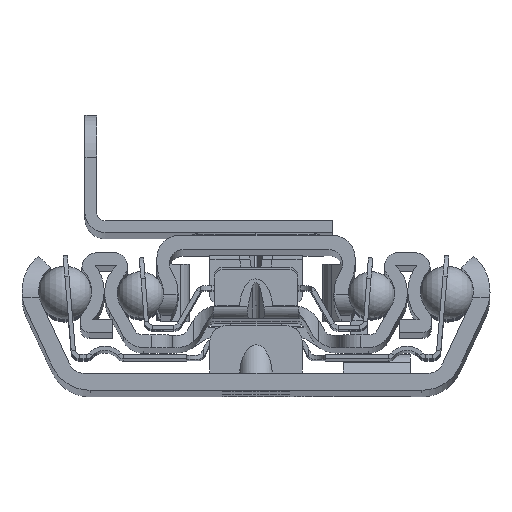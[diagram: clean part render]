
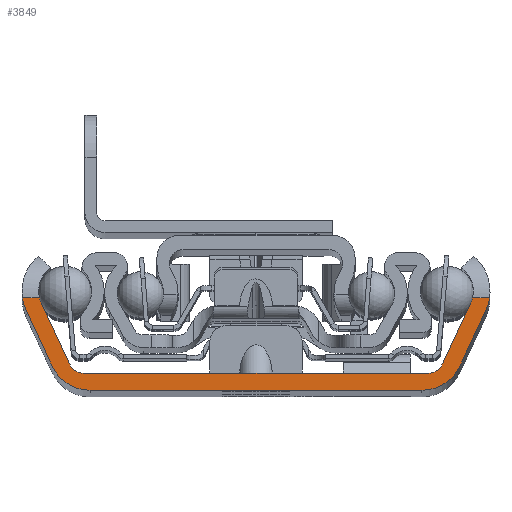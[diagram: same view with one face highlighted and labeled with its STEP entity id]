
A CAD part, top view. The second image highlights one B-rep face of the part: STEP entity #3849.
In plain terms, the highlighted planar face has unit normal (0, 0, 1).
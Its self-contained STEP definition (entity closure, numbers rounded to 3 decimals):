
#36=DIRECTION('',(1.,0.,0.));
#37=VECTOR('',#36,2.024);
#38=CARTESIAN_POINT('',(-27.841,11.,0.));
#39=LINE('',#38,#37);
#40=CARTESIAN_POINT('',(-22.41,11.8,0.));
#41=DIRECTION('',(0.,0.,-1.));
#42=DIRECTION('',(-0.906,-0.423,0.));
#43=AXIS2_PLACEMENT_3D('',#40,#41,#42);
#45=DIRECTION('',(-0.423,0.906,0.));
#46=VECTOR('',#45,7.907);
#47=CARTESIAN_POINT('',(-22.24,3.155,0.));
#48=LINE('',#47,#46);
#49=CARTESIAN_POINT('',(-20.428,4.,0.));
#50=DIRECTION('',(0.,0.,-1.));
#51=DIRECTION('',(0.,-1.,0.));
#52=AXIS2_PLACEMENT_3D('',#49,#50,#51);
#54=DIRECTION('',(-1.,0.,0.));
#55=VECTOR('',#54,40.856);
#56=CARTESIAN_POINT('',(20.428,2.,0.));
#57=LINE('',#56,#55);
#58=CARTESIAN_POINT('',(20.428,4.,0.));
#59=DIRECTION('',(0.,0.,-1.));
#60=DIRECTION('',(0.906,-0.423,0.));
#61=AXIS2_PLACEMENT_3D('',#58,#59,#60);
#63=DIRECTION('',(-0.423,-0.906,0.));
#64=VECTOR('',#63,7.907);
#65=CARTESIAN_POINT('',(25.582,10.321,0.));
#66=LINE('',#65,#64);
#67=CARTESIAN_POINT('',(22.41,11.8,0.));
#68=DIRECTION('',(0.,0.,-1.));
#69=DIRECTION('',(0.974,-0.229,0.));
#70=AXIS2_PLACEMENT_3D('',#67,#68,#69);
#72=DIRECTION('',(1.,0.,0.));
#73=VECTOR('',#72,2.024);
#74=CARTESIAN_POINT('',(25.817,11.,0.));
#75=LINE('',#74,#73);
#76=CARTESIAN_POINT('',(22.41,11.8,0.));
#77=DIRECTION('',(0.,0.,1.));
#78=DIRECTION('',(0.906,-0.423,0.));
#79=AXIS2_PLACEMENT_3D('',#76,#77,#78);
#81=DIRECTION('',(0.423,0.906,0.));
#82=VECTOR('',#81,7.274);
#83=CARTESIAN_POINT('',(24.311,2.887,0.));
#84=LINE('',#83,#82);
#85=CARTESIAN_POINT('',(19.78,5.,0.));
#86=DIRECTION('',(0.,0.,1.));
#87=DIRECTION('',(0.,-1.,0.));
#88=AXIS2_PLACEMENT_3D('',#85,#86,#87);
#90=DIRECTION('',(1.,0.,0.));
#91=VECTOR('',#90,39.56);
#92=CARTESIAN_POINT('',(-19.78,0.,0.));
#93=LINE('',#92,#91);
#94=CARTESIAN_POINT('',(-19.78,5.,0.));
#95=DIRECTION('',(0.,0.,1.));
#96=DIRECTION('',(-0.906,-0.423,0.));
#97=AXIS2_PLACEMENT_3D('',#94,#95,#96);
#99=DIRECTION('',(0.423,-0.906,0.));
#100=VECTOR('',#99,7.274);
#101=CARTESIAN_POINT('',(-27.386,9.48,0.));
#102=LINE('',#101,#100);
#103=CARTESIAN_POINT('',(-22.41,11.8,0.));
#104=DIRECTION('',(0.,0.,1.));
#105=DIRECTION('',(-0.989,-0.146,0.));
#106=AXIS2_PLACEMENT_3D('',#103,#104,#105);
#3206=CARTESIAN_POINT('',(-20.428,2.,0.));
#3207=CARTESIAN_POINT('',(-22.24,3.155,0.));
#3208=VERTEX_POINT('',#3206);
#3209=VERTEX_POINT('',#3207);
#3210=CARTESIAN_POINT('',(-25.582,10.321,0.));
#3211=VERTEX_POINT('',#3210);
#3212=CARTESIAN_POINT('',(-27.386,9.48,0.));
#3213=CARTESIAN_POINT('',(-24.311,2.887,0.));
#3214=VERTEX_POINT('',#3212);
#3215=VERTEX_POINT('',#3213);
#3216=CARTESIAN_POINT('',(-19.78,0.,0.));
#3217=VERTEX_POINT('',#3216);
#3218=CARTESIAN_POINT('',(19.78,0.,0.));
#3219=VERTEX_POINT('',#3218);
#3220=CARTESIAN_POINT('',(24.311,2.887,0.));
#3221=VERTEX_POINT('',#3220);
#3222=CARTESIAN_POINT('',(27.386,9.48,0.));
#3223=VERTEX_POINT('',#3222);
#3224=CARTESIAN_POINT('',(25.582,10.321,0.));
#3225=CARTESIAN_POINT('',(22.24,3.155,0.));
#3226=VERTEX_POINT('',#3224);
#3227=VERTEX_POINT('',#3225);
#3228=CARTESIAN_POINT('',(20.428,2.,0.));
#3229=VERTEX_POINT('',#3228);
#3446=CARTESIAN_POINT('',(-27.841,11.,0.));
#3447=CARTESIAN_POINT('',(-25.817,11.,0.));
#3448=VERTEX_POINT('',#3446);
#3449=VERTEX_POINT('',#3447);
#3450=CARTESIAN_POINT('',(25.817,11.,0.));
#3451=CARTESIAN_POINT('',(27.841,11.,0.));
#3452=VERTEX_POINT('',#3450);
#3453=VERTEX_POINT('',#3451);
#3810=CARTESIAN_POINT('',(0.,0.,0.));
#3811=DIRECTION('',(0.,0.,1.));
#3812=DIRECTION('',(1.,0.,0.));
#3813=AXIS2_PLACEMENT_3D('',#3810,#3811,#3812);
#3814=PLANE('',#3813);
#3816=ORIENTED_EDGE('',*,*,#3815,.T.);
#3818=ORIENTED_EDGE('',*,*,#3817,.F.);
#3820=ORIENTED_EDGE('',*,*,#3819,.F.);
#3822=ORIENTED_EDGE('',*,*,#3821,.F.);
#3824=ORIENTED_EDGE('',*,*,#3823,.F.);
#3826=ORIENTED_EDGE('',*,*,#3825,.F.);
#3828=ORIENTED_EDGE('',*,*,#3827,.F.);
#3830=ORIENTED_EDGE('',*,*,#3829,.F.);
#3832=ORIENTED_EDGE('',*,*,#3831,.T.);
#3834=ORIENTED_EDGE('',*,*,#3833,.F.);
#3836=ORIENTED_EDGE('',*,*,#3835,.F.);
#3838=ORIENTED_EDGE('',*,*,#3837,.F.);
#3840=ORIENTED_EDGE('',*,*,#3839,.F.);
#3842=ORIENTED_EDGE('',*,*,#3841,.F.);
#3844=ORIENTED_EDGE('',*,*,#3843,.F.);
#3846=ORIENTED_EDGE('',*,*,#3845,.F.);
#3847=EDGE_LOOP('',(#3816,#3818,#3820,#3822,#3824,#3826,#3828,#3830,#3832,#3834,
#3836,#3838,#3840,#3842,#3844,#3846));
#3848=FACE_OUTER_BOUND('',#3847,.F.);
#3849=ADVANCED_FACE('',(#3848),#3814,.T.);
#44=CIRCLE('',#43,3.5);
#53=CIRCLE('',#52,2.);
#62=CIRCLE('',#61,2.);
#71=CIRCLE('',#70,3.5);
#80=CIRCLE('',#79,5.49);
#89=CIRCLE('',#88,5.);
#98=CIRCLE('',#97,5.);
#107=CIRCLE('',#106,5.49);
#3815=EDGE_CURVE('',#3448,#3449,#39,.T.);
#3817=EDGE_CURVE('',#3211,#3449,#44,.T.);
#3819=EDGE_CURVE('',#3209,#3211,#48,.T.);
#3821=EDGE_CURVE('',#3208,#3209,#53,.T.);
#3823=EDGE_CURVE('',#3229,#3208,#57,.T.);
#3825=EDGE_CURVE('',#3227,#3229,#62,.T.);
#3827=EDGE_CURVE('',#3226,#3227,#66,.T.);
#3829=EDGE_CURVE('',#3452,#3226,#71,.T.);
#3831=EDGE_CURVE('',#3452,#3453,#75,.T.);
#3833=EDGE_CURVE('',#3223,#3453,#80,.T.);
#3835=EDGE_CURVE('',#3221,#3223,#84,.T.);
#3837=EDGE_CURVE('',#3219,#3221,#89,.T.);
#3839=EDGE_CURVE('',#3217,#3219,#93,.T.);
#3841=EDGE_CURVE('',#3215,#3217,#98,.T.);
#3843=EDGE_CURVE('',#3214,#3215,#102,.T.);
#3845=EDGE_CURVE('',#3448,#3214,#107,.T.);
